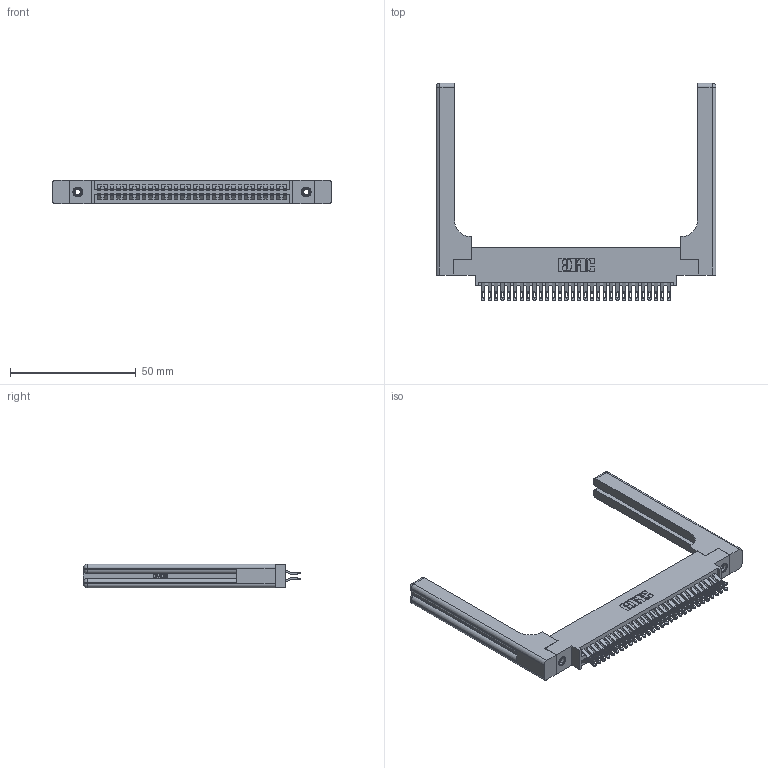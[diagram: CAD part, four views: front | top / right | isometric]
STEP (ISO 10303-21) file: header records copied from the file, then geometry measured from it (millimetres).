
FILE_DESCRIPTION (( 'STEP AP203' ), '1' );
FILE_NAME ('395-060-555-858.STEP', '2019-10-23T14:41:08', ( '' ), ( '' ), 'SwSTEP 2.0', 'SolidWorks 2016', '' );
FILE_SCHEMA (( 'CONFIG_CONTROL_DESIGN' ));
Length unit declared in the file: inch
Products named in the file (5): 345-250-001_345-250-001-102; 345-220-058_345-220-058; 395-060-555-858; 345 Part_0.170 Offset - 0.156 Dia-TH; 345-292-001_555 Tail
Assembly tree (65 placements, depth 2):
  395-060-555-858
    345 Part_0.170 Offset - 0.156 Dia-TH
    345-292-001_555 Tail  x60
    345-250-001_345-250-001-102  x2
    345-220-058_345-220-058  x2
Bounding box: 111.23 x 86.41 x 9.4 mm (x, y, z)
Volume: 19229 mm3; surface area: 21471.3 mm2
Topology: 65 solids, 65 shells, 3746 faces, 11639 edges, 7738 vertices
Faces by surface type: plane 2092, cylinder 1594, bspline 36, cone 12, sphere 8, torus 4
Entity records: 30794 total; most frequent: CARTESIAN_POINT 6203, ORIENTED_EDGE 4904, DIRECTION 4384, EDGE_CURVE 2452, VECTOR 2088, LINE 2088, VERTEX_POINT 1626, AXIS2_PLACEMENT_3D 1148
